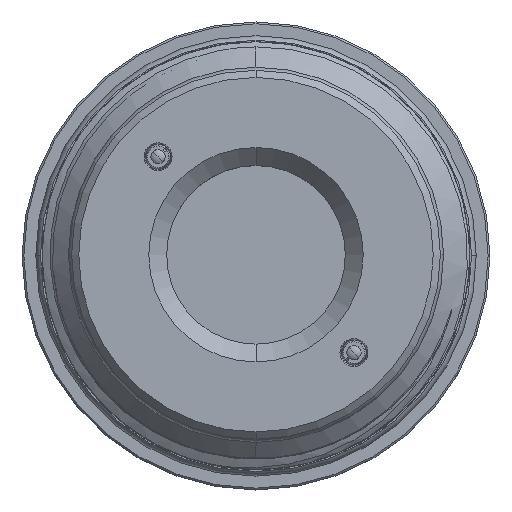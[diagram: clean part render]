
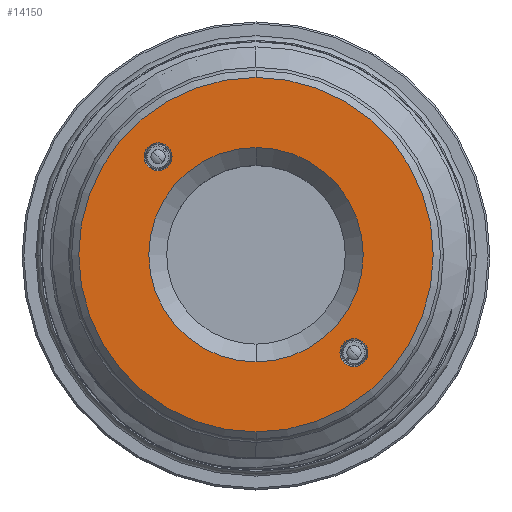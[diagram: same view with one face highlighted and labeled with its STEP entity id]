
A CAD part, top view. The second image highlights one B-rep face of the part: STEP entity #14150.
In plain terms, the highlighted planar face has unit normal (0, 0, 1).
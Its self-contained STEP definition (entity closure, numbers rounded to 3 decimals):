
#59 = DIRECTION ( 'NONE',  ( 0., 0., -1. ) ) ;
#683 = AXIS2_PLACEMENT_3D ( 'NONE', #8852, #8992, #16094 ) ;
#910 = DIRECTION ( 'NONE',  ( 0., -1., 0. ) ) ;
#1781 = ORIENTED_EDGE ( 'NONE', *, *, #3808, .T. ) ;
#1785 = EDGE_LOOP ( 'NONE', ( #13420, #15242 ) ) ;
#2137 = FACE_BOUND ( 'NONE', #1785, .T. ) ;
#2152 = CARTESIAN_POINT ( 'NONE',  ( 10.96, -10.96, 85.95 ) ) ;
#2438 = EDGE_CURVE ( 'NONE', #10080, #7852, #16972, .T. ) ;
#2454 = PLANE ( 'NONE',  #8366 ) ;
#2716 = DIRECTION ( 'NONE',  ( 0., 1., 0. ) ) ;
#2849 = CARTESIAN_POINT ( 'NONE',  ( -10.96, 9.399, 85.95 ) ) ;
#2922 = AXIS2_PLACEMENT_3D ( 'NONE', #5800, #17324, #15999 ) ;
#2987 = EDGE_CURVE ( 'NONE', #4119, #11651, #12237, .T. ) ;
#3113 = EDGE_LOOP ( 'NONE', ( #4276, #7368 ) ) ;
#3529 = CARTESIAN_POINT ( 'NONE',  ( 10.96, -9.399, 85.95 ) ) ;
#3535 = EDGE_CURVE ( 'NONE', #11832, #17153, #16336, .T. ) ;
#3743 = DIRECTION ( 'NONE',  ( 0., 1., 0. ) ) ;
#3808 = EDGE_CURVE ( 'NONE', #5425, #8278, #14473, .T. ) ;
#4098 = CARTESIAN_POINT ( 'NONE',  ( 0., -12., 85.95 ) ) ;
#4114 = CARTESIAN_POINT ( 'NONE',  ( -10.96, 10.96, 85.95 ) ) ;
#4119 = VERTEX_POINT ( 'NONE', #5061 ) ;
#4215 = CIRCLE ( 'NONE', #15025, 12. ) ;
#4276 = ORIENTED_EDGE ( 'NONE', *, *, #11341, .T. ) ;
#4431 = EDGE_LOOP ( 'NONE', ( #12412, #14793 ) ) ;
#5061 = CARTESIAN_POINT ( 'NONE',  ( 0., 19.84, 85.95 ) ) ;
#5193 = AXIS2_PLACEMENT_3D ( 'NONE', #8581, #59, #11482 ) ;
#5217 = DIRECTION ( 'NONE',  ( 0., -1., 0. ) ) ;
#5425 = VERTEX_POINT ( 'NONE', #15696 ) ;
#5800 = CARTESIAN_POINT ( 'NONE',  ( 0., 0., 85.95 ) ) ;
#6377 = EDGE_CURVE ( 'NONE', #7852, #10080, #10615, .T. ) ;
#6516 = CARTESIAN_POINT ( 'NONE',  ( 10.96, -12.521, 85.95 ) ) ;
#7316 = CARTESIAN_POINT ( 'NONE',  ( 0., 12., 85.95 ) ) ;
#7329 = CARTESIAN_POINT ( 'NONE',  ( 0., -19.84, 85.95 ) ) ;
#7368 = ORIENTED_EDGE ( 'NONE', *, *, #3535, .T. ) ;
#7852 = VERTEX_POINT ( 'NONE', #3529 ) ;
#7979 = CARTESIAN_POINT ( 'NONE',  ( 0., 0., 85.95 ) ) ;
#8016 = DIRECTION ( 'NONE',  ( 0., 1., 0. ) ) ;
#8032 = EDGE_LOOP ( 'NONE', ( #1781, #15903 ) ) ;
#8278 = VERTEX_POINT ( 'NONE', #2849 ) ;
#8366 = AXIS2_PLACEMENT_3D ( 'NONE', #12482, #18225, #2716 ) ;
#8581 = CARTESIAN_POINT ( 'NONE',  ( 10.96, -10.96, 85.95 ) ) ;
#8852 = CARTESIAN_POINT ( 'NONE',  ( 0., 0., 85.95 ) ) ;
#8992 = DIRECTION ( 'NONE',  ( 0., 0., 1. ) ) ;
#9093 = FACE_OUTER_BOUND ( 'NONE', #4431, .T. ) ;
#9395 = CARTESIAN_POINT ( 'NONE',  ( -10.96, 10.96, 85.95 ) ) ;
#9991 = AXIS2_PLACEMENT_3D ( 'NONE', #9395, #10830, #910 ) ;
#10080 = VERTEX_POINT ( 'NONE', #6516 ) ;
#10277 = CARTESIAN_POINT ( 'NONE',  ( 0., 0., 85.95 ) ) ;
#10493 = AXIS2_PLACEMENT_3D ( 'NONE', #4114, #13445, #5217 ) ;
#10615 = CIRCLE ( 'NONE', #16441, 1.561 ) ;
#10830 = DIRECTION ( 'NONE',  ( 0., 0., -1. ) ) ;
#11341 = EDGE_CURVE ( 'NONE', #17153, #11832, #4215, .T. ) ;
#11482 = DIRECTION ( 'NONE',  ( 0., 1., 0. ) ) ;
#11651 = VERTEX_POINT ( 'NONE', #7329 ) ;
#11832 = VERTEX_POINT ( 'NONE', #4098 ) ;
#12176 = DIRECTION ( 'NONE',  ( 0., 0., -1. ) ) ;
#12221 = EDGE_CURVE ( 'NONE', #8278, #5425, #14752, .T. ) ;
#12237 = CIRCLE ( 'NONE', #683, 19.84 ) ;
#12412 = ORIENTED_EDGE ( 'NONE', *, *, #13442, .T. ) ;
#12482 = CARTESIAN_POINT ( 'NONE',  ( 0., 20.64, 85.95 ) ) ;
#13033 = DIRECTION ( 'NONE',  ( 0., 0., -1. ) ) ;
#13363 = FACE_BOUND ( 'NONE', #8032, .T. ) ;
#13420 = ORIENTED_EDGE ( 'NONE', *, *, #2438, .T. ) ;
#13442 = EDGE_CURVE ( 'NONE', #11651, #4119, #15161, .T. ) ;
#13445 = DIRECTION ( 'NONE',  ( 0., 0., -1. ) ) ;
#14150 = ADVANCED_FACE ( 'NONE', ( #13363, #14931, #9093, #2137 ), #2454, .T. ) ;
#14473 = CIRCLE ( 'NONE', #10493, 1.561 ) ;
#14481 = DIRECTION ( 'NONE',  ( 0., 1., 0. ) ) ;
#14752 = CIRCLE ( 'NONE', #9991, 1.561 ) ;
#14793 = ORIENTED_EDGE ( 'NONE', *, *, #2987, .T. ) ;
#14931 = FACE_BOUND ( 'NONE', #3113, .T. ) ;
#15025 = AXIS2_PLACEMENT_3D ( 'NONE', #7979, #15466, #3743 ) ;
#15161 = CIRCLE ( 'NONE', #2922, 19.84 ) ;
#15242 = ORIENTED_EDGE ( 'NONE', *, *, #6377, .T. ) ;
#15466 = DIRECTION ( 'NONE',  ( 0., 0., -1. ) ) ;
#15696 = CARTESIAN_POINT ( 'NONE',  ( -10.96, 12.521, 85.95 ) ) ;
#15903 = ORIENTED_EDGE ( 'NONE', *, *, #12221, .T. ) ;
#15999 = DIRECTION ( 'NONE',  ( 0., 1., 0. ) ) ;
#16094 = DIRECTION ( 'NONE',  ( 0., 1., 0. ) ) ;
#16336 = CIRCLE ( 'NONE', #18565, 12. ) ;
#16441 = AXIS2_PLACEMENT_3D ( 'NONE', #2152, #12176, #8016 ) ;
#16972 = CIRCLE ( 'NONE', #5193, 1.561 ) ;
#17153 = VERTEX_POINT ( 'NONE', #7316 ) ;
#17324 = DIRECTION ( 'NONE',  ( 0., 0., 1. ) ) ;
#18225 = DIRECTION ( 'NONE',  ( 0., 0., 1. ) ) ;
#18565 = AXIS2_PLACEMENT_3D ( 'NONE', #10277, #13033, #14481 ) ;
